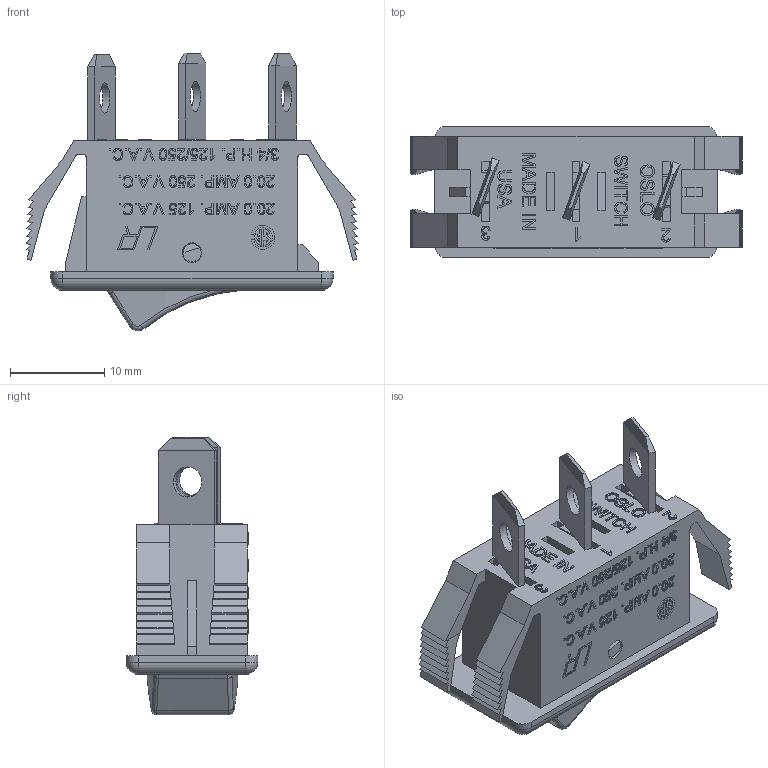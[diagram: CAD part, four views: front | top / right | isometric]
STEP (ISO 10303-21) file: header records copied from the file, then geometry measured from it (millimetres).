
FILE_DESCRIPTION(/* description */ (''),/* implementation_level */ '2;1');
FILE_NAME(/* name */ 'CRSP 3D Model.stp',/* time_stamp */ '2021-09-24T12:01:46-04:00',/* author */ ('dwiltbank'),/* organization */ (''),/* preprocessor_version */ 'ST-DEVELOPER v18.1',/* originating_system */ 'Autodesk Inventor 2020',/* authorisation */ '');
FILE_SCHEMA (('AUTOMOTIVE_DESIGN { 1 0 10303 214 3 1 1 }'));
Products named in the file (1): CRSP Assembly SPDT_Shrinkwrap_1
Bounding box: 35.31 x 14 x 29.55 mm (x, y, z)
Volume: 3255.5 mm3; surface area: 5745 mm2
Topology: 1 solids, 1 shells, 2281 faces, 6398 edges, 4202 vertices
Faces by surface type: plane 1601, bspline 366, cone 175, cylinder 126, sphere 11, torus 2
Full cylindrical faces by diameter (mm): 0.813 x4, 1.27 x1, 2.108 x2, 2.489 x1, 2.642 x2, 2.87 x2, 3.2 x3, 4.089 x1
Entity records: 96362 total; most frequent: CARTESIAN_POINT 36457, ORIENTED_EDGE 12784, DIRECTION 11080, EDGE_CURVE 6392, VERTEX_POINT 4202, AXIS2_PLACEMENT_3D 3760, LINE 3560, VECTOR 3560
